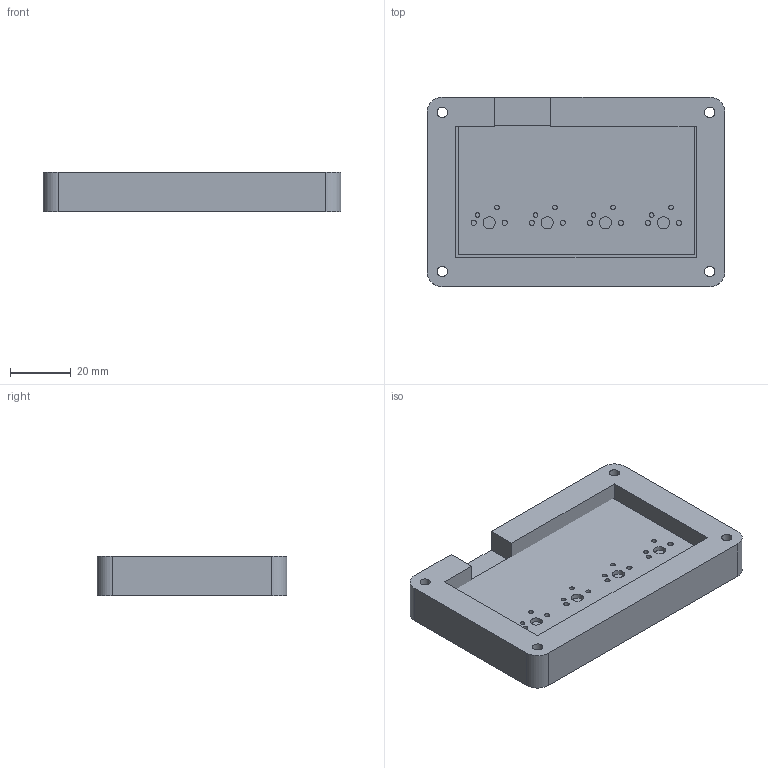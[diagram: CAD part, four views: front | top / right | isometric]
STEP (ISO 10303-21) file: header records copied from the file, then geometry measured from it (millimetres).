
FILE_DESCRIPTION(/* description */ (''),/* implementation_level */ '2;1');
FILE_NAME(/* name */ 'Hackpad bottom.stp',/* time_stamp */ '2026-02-06T02:56:59Z',/* author */ (''),/* organization */ (''),/* preprocessor_version */ 'ST-DEVELOPER v20.1',/* originating_system */ 'Autodesk Translation Framework v14.24.0.0',/* authorisation */ '');
FILE_SCHEMA (('AUTOMOTIVE_DESIGN { 1 0 10303 214 3 1 1 }'));
Length unit declared in the file: millimetre
Products named in the file (5): 2026-02-03-22-56-17-347; 2026-02-02-21-16-39-218; 2026-02-02-21-17-55-279; ProperHackpad 1; Hackpad_PCB
Assembly tree (4 placements, depth 4):
  2026-02-03-22-56-17-347
    2026-02-02-21-16-39-218
      2026-02-02-21-17-55-279
      ProperHackpad 1
        Hackpad_PCB
Bounding box: 97.74 x 62.18 x 13 mm (x, y, z)
Volume: 47541.1 mm3; surface area: 26017.4 mm2
Topology: 2 solids, 2 shells, 56 faces, 144 edges, 96 vertices
Faces by surface type: cylinder 32, plane 24
Full cylindrical faces by diameter (mm): 1.5 x8, 1.7 x8, 3.4 x4, 4 x4, 6 x4
Entity records: 1960 total; most frequent: DIRECTION 338, CARTESIAN_POINT 305, ORIENTED_EDGE 288, EDGE_CURVE 144, AXIS2_PLACEMENT_3D 129, EDGE_LOOP 108, VERTEX_POINT 96, LINE 80
